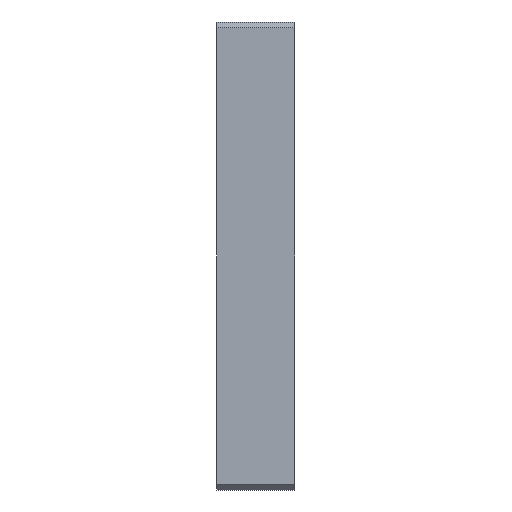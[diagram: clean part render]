
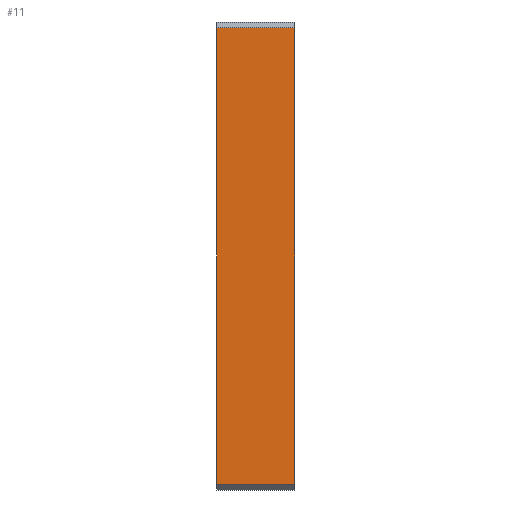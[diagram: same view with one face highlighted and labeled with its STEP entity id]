
A CAD part, left-side view. The second image highlights one B-rep face of the part: STEP entity #11.
In plain terms, the highlighted planar face has unit normal (-1, 0, 0).
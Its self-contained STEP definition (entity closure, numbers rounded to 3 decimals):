
#11 = ADVANCED_FACE ( 'NONE', ( #71 ), #96, .F. ) ;
#18 = CARTESIAN_POINT ( 'NONE',  ( -81., 13.5, 79. ) ) ;
#19 = DIRECTION ( 'NONE',  ( 0., 0., 1. ) ) ;
#28 = VERTEX_POINT ( 'NONE', #18 ) ;
#55 = CARTESIAN_POINT ( 'NONE',  ( -81., 13.5, 79. ) ) ;
#71 = FACE_OUTER_BOUND ( 'NONE', #107, .T. ) ;
#80 = CARTESIAN_POINT ( 'NONE',  ( -81., -13.5, -79. ) ) ;
#83 = DIRECTION ( 'NONE',  ( 1., 0., 0. ) ) ;
#96 = PLANE ( 'NONE',  #782 ) ;
#103 = VECTOR ( 'NONE', #19, 1000. ) ;
#107 = EDGE_LOOP ( 'NONE', ( #698, #617, #183, #329 ) ) ;
#145 = LINE ( 'NONE', #176, #103 ) ;
#164 = DIRECTION ( 'NONE',  ( 0., 0., -1. ) ) ;
#168 = DIRECTION ( 'NONE',  ( 0., -1., 0. ) ) ;
#176 = CARTESIAN_POINT ( 'NONE',  ( -81., -13.5, 79. ) ) ;
#177 = VECTOR ( 'NONE', #611, 1000. ) ;
#183 = ORIENTED_EDGE ( 'NONE', *, *, #650, .F. ) ;
#248 = VERTEX_POINT ( 'NONE', #439 ) ;
#250 = EDGE_CURVE ( 'NONE', #560, #417, #145, .T. ) ;
#329 = ORIENTED_EDGE ( 'NONE', *, *, #597, .T. ) ;
#417 = VERTEX_POINT ( 'NONE', #681 ) ;
#439 = CARTESIAN_POINT ( 'NONE',  ( -81., 13.5, -79. ) ) ;
#499 = EDGE_CURVE ( 'NONE', #28, #417, #546, .T. ) ;
#515 = CARTESIAN_POINT ( 'NONE',  ( -81., 13.5, 79. ) ) ;
#546 = LINE ( 'NONE', #515, #177 ) ;
#560 = VERTEX_POINT ( 'NONE', #80 ) ;
#579 = LINE ( 'NONE', #813, #748 ) ;
#597 = EDGE_CURVE ( 'NONE', #248, #560, #579, .T. ) ;
#611 = DIRECTION ( 'NONE',  ( 0., -1., 0. ) ) ;
#617 = ORIENTED_EDGE ( 'NONE', *, *, #499, .F. ) ;
#650 = EDGE_CURVE ( 'NONE', #248, #28, #900, .T. ) ;
#681 = CARTESIAN_POINT ( 'NONE',  ( -81., -13.5, 79. ) ) ;
#698 = ORIENTED_EDGE ( 'NONE', *, *, #250, .T. ) ;
#706 = VECTOR ( 'NONE', #791, 1000. ) ;
#748 = VECTOR ( 'NONE', #168, 1000. ) ;
#765 = CARTESIAN_POINT ( 'NONE',  ( -81., 13.5, 79. ) ) ;
#782 = AXIS2_PLACEMENT_3D ( 'NONE', #55, #83, #164 ) ;
#791 = DIRECTION ( 'NONE',  ( 0., 0., 1. ) ) ;
#813 = CARTESIAN_POINT ( 'NONE',  ( -81., 13.5, -79. ) ) ;
#900 = LINE ( 'NONE', #765, #706 ) ;
